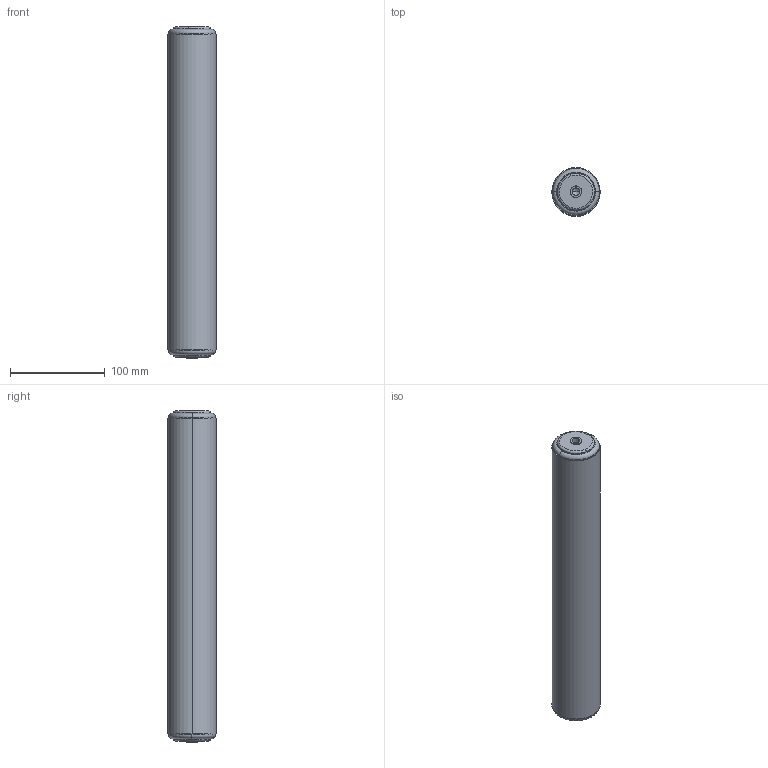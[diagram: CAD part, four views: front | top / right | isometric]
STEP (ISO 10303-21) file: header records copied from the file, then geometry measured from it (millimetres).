
FILE_DESCRIPTION (( 'STEP AP203' ), '1' );
FILE_NAME ('6032 Gravity Roller.STEP', '2020-01-21T10:13:17', ( 'Skr' ), ( '' ), 'SwSTEP 2.0', 'SolidWorks 2016', '' );
FILE_SCHEMA (( 'CONFIG_CONTROL_DESIGN' ));
Length unit declared in the file: inch
Products named in the file (1): 6032 Gravity Roller
Bounding box: 50.8 x 50.8 x 350 mm (x, y, z)
Volume: 171358.8 mm3; surface area: 153932 mm2
Topology: 8 solids, 10 shells, 460 faces, 1226 edges, 790 vertices
Faces by surface type: plane 132, bspline 96, cylinder 90, torus 70, sphere 40, cone 32
Entity records: 19521 total; most frequent: CARTESIAN_POINT 9121, ORIENTED_EDGE 2244, DIRECTION 1934, EDGE_CURVE 1122, AXIS2_PLACEMENT_3D 759, VERTEX_POINT 730, EDGE_LOOP 526, FACE_OUTER_BOUND 460
